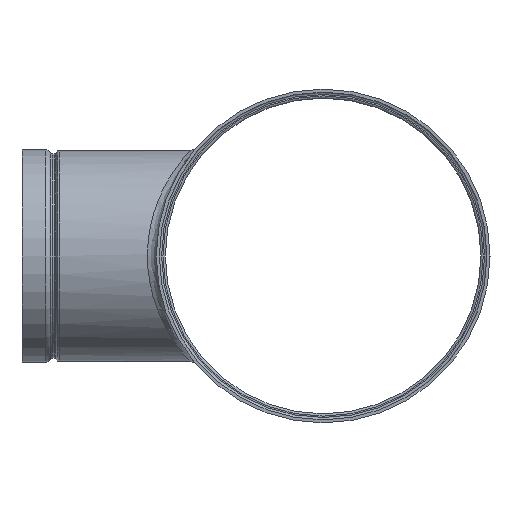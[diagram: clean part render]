
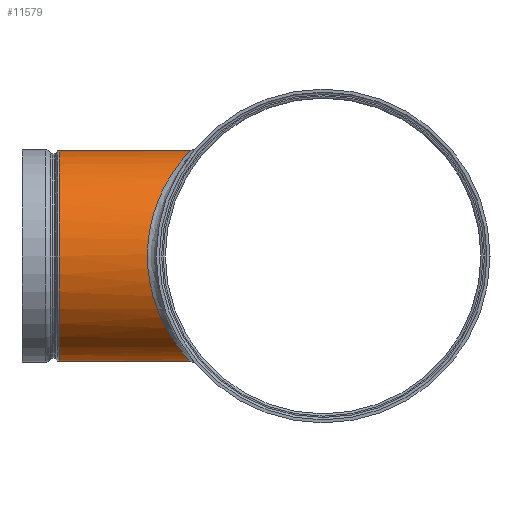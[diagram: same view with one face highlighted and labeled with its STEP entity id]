
A CAD part, left-side view. The second image highlights one B-rep face of the part: STEP entity #11579.
In plain terms, the highlighted cylindrical face has radius 69.291 mm (diameter 138.582 mm), a full revolution.
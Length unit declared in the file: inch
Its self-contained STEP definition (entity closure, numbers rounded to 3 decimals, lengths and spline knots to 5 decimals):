
#402 = EDGE_CURVE ( 'NONE', #6451, #6451, #6143, .T. ) ;
#832 = CARTESIAN_POINT ( 'NONE',  ( 0.00001, 3.42743, 2.72803 ) ) ;
#947 = CARTESIAN_POINT ( 'NONE',  ( 2.69669, 4.51741, -0.63945 ) ) ;
#1801 = CARTESIAN_POINT ( 'NONE',  ( 0., 3.42743, 2.72803 ) ) ;
#1814 = CYLINDRICAL_SURFACE ( 'NONE', #9688, 2.728 ) ;
#2154 = CARTESIAN_POINT ( 'NONE',  ( 0.14144, 3.40581, -2.75022 ) ) ;
#2210 = CARTESIAN_POINT ( 'NONE',  ( 1.87738, 3.98115, -2.03139 ) ) ;
#2268 = CARTESIAN_POINT ( 'NONE',  ( 0.70158, 3.49261, -2.66137 ) ) ;
#2326 = CARTESIAN_POINT ( 'NONE',  ( -1.40356, 3.72204, 2.39899 ) ) ;
#2382 = CARTESIAN_POINT ( 'NONE',  ( 0.00001, 3.42743, 2.72803 ) ) ;
#2713 = DIRECTION ( 'NONE',  ( 1., 0., 0. ) ) ;
#3546 = CARTESIAN_POINT ( 'NONE',  ( -2.75284, 4.55829, 0.00011 ) ) ;
#3651 = CARTESIAN_POINT ( 'NONE',  ( -2.3824, 4.29758, -1.40943 ) ) ;
#3706 = CARTESIAN_POINT ( 'NONE',  ( -2.67841, 4.50494, 0.63278 ) ) ;
#3765 = CARTESIAN_POINT ( 'NONE',  ( 2.56679, 4.42472, 1.04041 ) ) ;
#4290 = ORIENTED_EDGE ( 'NONE', *, *, #16671, .F. ) ;
#4882 = CARTESIAN_POINT ( 'NONE',  ( 2.1851, 4.16948, 1.68228 ) ) ;
#4943 = CARTESIAN_POINT ( 'NONE',  ( 0., 3.42743, 2.72803 ) ) ;
#5114 = CARTESIAN_POINT ( 'NONE',  ( 1.71585, 3.8976, 2.14826 ) ) ;
#5362 = DIRECTION ( 'NONE',  ( 0., 1., 0. ) ) ;
#6143 = B_SPLINE_CURVE_WITH_KNOTS ( 'NONE', 3,
 ( #4943, #15775, #13268, #2326, #11633, #11746, #3706, #3546, #17144, #3651, #17317, #14482, #9133, #2154, #2268, #8956, #2210, #17260, #947, #15833, #3765, #4882, #5114, #10457, #9021, #11688, #13149, #2382, #832, #11801, #15889 ),
 .UNSPECIFIED., .T., .F.,
 ( 4, 1, 1, 1, 1, 1, 1, 1, 1, 1, 1, 1, 1, 1, 1, 1, 1, 1, 1, 1, 1, 1, 1, 1, 1, 3, 4 ),
 ( 0., 0.03571, 0.07143, 0.14286, 0.17857, 0.21428, 0.25, 0.28571, 0.33333, 0.38095, 0.42857, 0.47619, 0.5, 0.54762, 0.57143, 0.61905, 0.66667, 0.71428, 0.7619, 0.80952, 0.85714, 0.89286, 0.92857, 0.94643, 0.96428, 1., 1. ),
 .UNSPECIFIED. ) ;
#6451 = VERTEX_POINT ( 'NONE', #1801 ) ;
#7237 = ORIENTED_EDGE ( 'NONE', *, *, #402, .F. ) ;
#7420 = DIRECTION ( 'NONE',  ( -1., 0., 0. ) ) ;
#7830 = CIRCLE ( 'NONE', #14870, 2.728 ) ;
#8894 = CARTESIAN_POINT ( 'NONE',  ( -2.728, 6.8233, 0. ) ) ;
#8956 = CARTESIAN_POINT ( 'NONE',  ( 1.32985, 3.70824, -2.40793 ) ) ;
#9021 = CARTESIAN_POINT ( 'NONE',  ( 0.92191, 3.56799, 2.57354 ) ) ;
#9133 = CARTESIAN_POINT ( 'NONE',  ( -0.56341, 3.45921, -2.69497 ) ) ;
#9688 = AXIS2_PLACEMENT_3D ( 'NONE', #15134, #5362, #2713 ) ;
#9984 = EDGE_LOOP ( 'NONE', ( #7237 ) ) ;
#10137 = CARTESIAN_POINT ( 'NONE',  ( 0., 6.8233, 0. ) ) ;
#10307 = FACE_OUTER_BOUND ( 'NONE', #9984, .T. ) ;
#10351 = EDGE_LOOP ( 'NONE', ( #4290 ) ) ;
#10457 = CARTESIAN_POINT ( 'NONE',  ( 1.29521, 3.69945, 2.41567 ) ) ;
#11563 = DIRECTION ( 'NONE',  ( 0., 1., 0. ) ) ;
#11579 = ADVANCED_FACE ( 'NONE', ( #13954, #10307 ), #1814, .T. ) ;
#11633 = CARTESIAN_POINT ( 'NONE',  ( -2.02876, 4.07173, 1.89831 ) ) ;
#11688 = CARTESIAN_POINT ( 'NONE',  ( 0.52714, 3.46359, 2.69072 ) ) ;
#11746 = CARTESIAN_POINT ( 'NONE',  ( -2.46614, 4.35599, 1.21916 ) ) ;
#11801 = CARTESIAN_POINT ( 'NONE',  ( 0., 3.42743, 2.72803 ) ) ;
#13149 = CARTESIAN_POINT ( 'NONE',  ( 0.21091, 3.42745, 2.72802 ) ) ;
#13268 = CARTESIAN_POINT ( 'NONE',  ( -0.6328, 3.47554, 2.67831 ) ) ;
#13954 = FACE_OUTER_BOUND ( 'NONE', #10351, .T. ) ;
#14482 = CARTESIAN_POINT ( 'NONE',  ( -1.2211, 3.65276, -2.48355 ) ) ;
#14870 = AXIS2_PLACEMENT_3D ( 'NONE', #10137, #11563, #7420 ) ;
#15134 = CARTESIAN_POINT ( 'NONE',  ( 0., 3.42727, 0. ) ) ;
#15395 = VERTEX_POINT ( 'NONE', #8894 ) ;
#15775 = CARTESIAN_POINT ( 'NONE',  ( -0.21089, 3.42741, 2.72803 ) ) ;
#15833 = CARTESIAN_POINT ( 'NONE',  ( 2.76411, 4.5667, 0.21595 ) ) ;
#15889 = CARTESIAN_POINT ( 'NONE',  ( 0., 3.42743, 2.72803 ) ) ;
#16671 = EDGE_CURVE ( 'NONE', #15395, #15395, #7830, .T. ) ;
#17144 = CARTESIAN_POINT ( 'NONE',  ( -2.67019, 4.49901, -0.70349 ) ) ;
#17260 = CARTESIAN_POINT ( 'NONE',  ( 2.38213, 4.29767, -1.40925 ) ) ;
#17317 = CARTESIAN_POINT ( 'NONE',  ( -1.87697, 3.98143, -2.03128 ) ) ;
